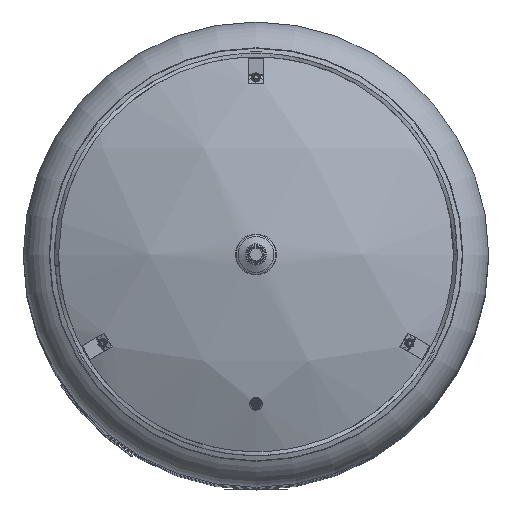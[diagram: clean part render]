
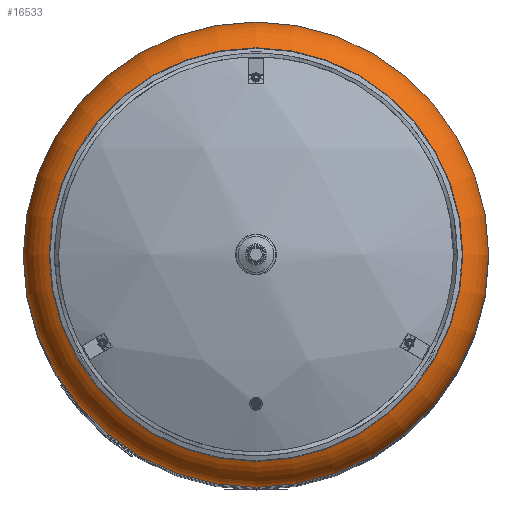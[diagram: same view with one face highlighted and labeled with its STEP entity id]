
A CAD part, front view. The second image highlights one B-rep face of the part: STEP entity #16533.
In plain terms, the highlighted toroidal (fillet/blend) face has major radius 296 mm and minor radius 74 mm.
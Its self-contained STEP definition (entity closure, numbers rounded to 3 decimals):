
#16302=CARTESIAN_POINT('',(328.889,-1485.231,90.581));
#16303=VERTEX_POINT('',#16302);
#16304=CARTESIAN_POINT('',(0.,-1485.231,90.581));
#16305=DIRECTION('',(0.0,-1.,0.003));
#16306=DIRECTION('',(1.0,0.0,0.0));
#16307=AXIS2_PLACEMENT_3D('',#16304,#16305,#16306);
#16308=CIRCLE('',#16307,328.889);
#16309=EDGE_CURVE('',#16303,#16303,#16308,.T.);
#16507=CARTESIAN_POINT('',(370.,-1418.941,90.413));
#16508=VERTEX_POINT('',#16507);
#16509=CARTESIAN_POINT('',(0.,-1418.941,90.413));
#16510=DIRECTION('',(0.0,-1.,0.003));
#16511=DIRECTION('',(1.0,0.0,0.0));
#16512=AXIS2_PLACEMENT_3D('',#16509,#16510,#16511);
#16513=CIRCLE('',#16512,370.0);
#16514=EDGE_CURVE('',#16508,#16508,#16513,.T.);
#16522=CARTESIAN_POINT('',(0.,-1418.941,90.413));
#16523=DIRECTION('',(0.,-1.,0.003));
#16524=DIRECTION('',(0.,0.003,1.));
#16525=AXIS2_PLACEMENT_3D('',#16522,#16523,#16524);
#16526=TOROIDAL_SURFACE('',#16525,296.0,74.0);
#16527=ORIENTED_EDGE('',*,*,#16309,.F.);
#16528=EDGE_LOOP('',(#16527));
#16529=FACE_OUTER_BOUND('',#16528,.T.);
#16530=ORIENTED_EDGE('',*,*,#16514,.T.);
#16531=EDGE_LOOP('',(#16530));
#16532=FACE_BOUND('',#16531,.T.);
#16533=ADVANCED_FACE('',(#16529,#16532),#16526,.T.);
